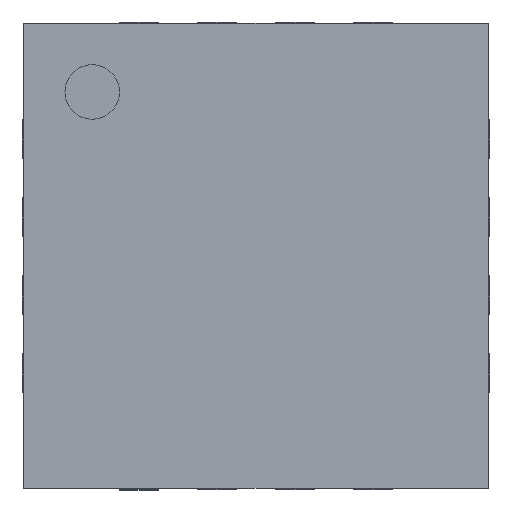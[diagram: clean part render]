
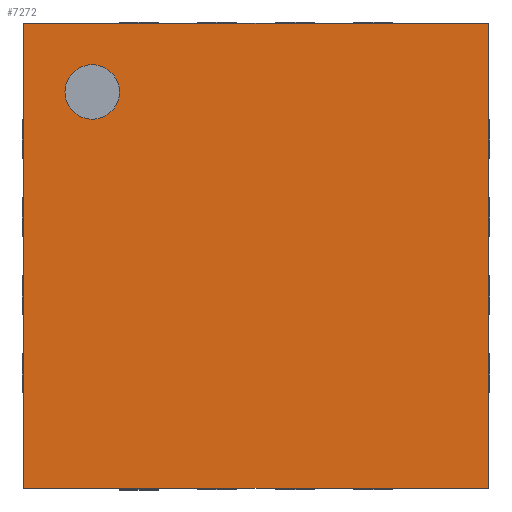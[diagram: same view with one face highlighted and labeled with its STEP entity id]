
A CAD part, top view. The second image highlights one B-rep face of the part: STEP entity #7272.
In plain terms, the highlighted planar face has unit normal (0, 0, 1).
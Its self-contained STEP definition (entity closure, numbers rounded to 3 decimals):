
#443 = PLANE('',#444);
#444 = AXIS2_PLACEMENT_3D('',#445,#446,#447);
#445 = CARTESIAN_POINT('',(-1.49,-1.49,0.02));
#446 = DIRECTION('',(1.,0.,0.));
#447 = DIRECTION('',(0.,0.,1.));
#471 = PLANE('',#472);
#472 = AXIS2_PLACEMENT_3D('',#473,#474,#475);
#473 = CARTESIAN_POINT('',(-1.49,-1.49,0.02));
#474 = DIRECTION('',(0.,1.,0.));
#475 = DIRECTION('',(0.,0.,1.));
#939 = PLANE('',#940);
#940 = AXIS2_PLACEMENT_3D('',#941,#942,#943);
#941 = CARTESIAN_POINT('',(1.49,-1.49,0.02));
#942 = DIRECTION('',(1.,0.,0.));
#943 = DIRECTION('',(0.,0.,1.));
#1407 = PLANE('',#1408);
#1408 = AXIS2_PLACEMENT_3D('',#1409,#1410,#1411);
#1409 = CARTESIAN_POINT('',(-1.49,1.49,0.02));
#1410 = DIRECTION('',(0.,1.,0.));
#1411 = DIRECTION('',(0.,0.,1.));
#2307 = EDGE_CURVE('',#2308,#2310,#2312,.T.);
#2308 = VERTEX_POINT('',#2309);
#2309 = CARTESIAN_POINT('',(-1.49,-1.49,1.));
#2310 = VERTEX_POINT('',#2311);
#2311 = CARTESIAN_POINT('',(-1.49,1.49,1.));
#2312 = SURFACE_CURVE('',#2313,(#2317,#2324),.PCURVE_S1.);
#2313 = LINE('',#2314,#2315);
#2314 = CARTESIAN_POINT('',(-1.49,-1.49,1.));
#2315 = VECTOR('',#2316,1.);
#2316 = DIRECTION('',(0.,1.,0.));
#2317 = PCURVE('',#443,#2318);
#2318 = DEFINITIONAL_REPRESENTATION('',(#2319),#2323);
#2319 = LINE('',#2320,#2321);
#2320 = CARTESIAN_POINT('',(0.98,0.));
#2321 = VECTOR('',#2322,1.);
#2322 = DIRECTION('',(0.,-1.));
#2323 = ( GEOMETRIC_REPRESENTATION_CONTEXT(2) 
PARAMETRIC_REPRESENTATION_CONTEXT() REPRESENTATION_CONTEXT('2D SPACE',''
  ) );
#2324 = PCURVE('',#2325,#2330);
#2325 = PLANE('',#2326);
#2326 = AXIS2_PLACEMENT_3D('',#2327,#2328,#2329);
#2327 = CARTESIAN_POINT('',(-1.49,-1.49,1.));
#2328 = DIRECTION('',(0.,0.,1.));
#2329 = DIRECTION('',(1.,0.,0.));
#2330 = DEFINITIONAL_REPRESENTATION('',(#2331),#2335);
#2331 = LINE('',#2332,#2333);
#2332 = CARTESIAN_POINT('',(0.,0.));
#2333 = VECTOR('',#2334,1.);
#2334 = DIRECTION('',(0.,1.));
#2335 = ( GEOMETRIC_REPRESENTATION_CONTEXT(2) 
PARAMETRIC_REPRESENTATION_CONTEXT() REPRESENTATION_CONTEXT('2D SPACE',''
  ) );
#2665 = EDGE_CURVE('',#2308,#2666,#2668,.T.);
#2666 = VERTEX_POINT('',#2667);
#2667 = CARTESIAN_POINT('',(1.49,-1.49,1.));
#2668 = SURFACE_CURVE('',#2669,(#2673,#2680),.PCURVE_S1.);
#2669 = LINE('',#2670,#2671);
#2670 = CARTESIAN_POINT('',(-1.49,-1.49,1.));
#2671 = VECTOR('',#2672,1.);
#2672 = DIRECTION('',(1.,0.,0.));
#2673 = PCURVE('',#471,#2674);
#2674 = DEFINITIONAL_REPRESENTATION('',(#2675),#2679);
#2675 = LINE('',#2676,#2677);
#2676 = CARTESIAN_POINT('',(0.98,0.));
#2677 = VECTOR('',#2678,1.);
#2678 = DIRECTION('',(0.,1.));
#2679 = ( GEOMETRIC_REPRESENTATION_CONTEXT(2) 
PARAMETRIC_REPRESENTATION_CONTEXT() REPRESENTATION_CONTEXT('2D SPACE',''
  ) );
#2680 = PCURVE('',#2325,#2681);
#2681 = DEFINITIONAL_REPRESENTATION('',(#2682),#2686);
#2682 = LINE('',#2683,#2684);
#2683 = CARTESIAN_POINT('',(0.,0.));
#2684 = VECTOR('',#2685,1.);
#2685 = DIRECTION('',(1.,0.));
#2686 = ( GEOMETRIC_REPRESENTATION_CONTEXT(2) 
PARAMETRIC_REPRESENTATION_CONTEXT() REPRESENTATION_CONTEXT('2D SPACE',''
  ) );
#4818 = EDGE_CURVE('',#2310,#4819,#4821,.T.);
#4819 = VERTEX_POINT('',#4820);
#4820 = CARTESIAN_POINT('',(1.49,1.49,1.));
#4821 = SURFACE_CURVE('',#4822,(#4826,#4833),.PCURVE_S1.);
#4822 = LINE('',#4823,#4824);
#4823 = CARTESIAN_POINT('',(-1.49,1.49,1.));
#4824 = VECTOR('',#4825,1.);
#4825 = DIRECTION('',(1.,0.,0.));
#4826 = PCURVE('',#1407,#4827);
#4827 = DEFINITIONAL_REPRESENTATION('',(#4828),#4832);
#4828 = LINE('',#4829,#4830);
#4829 = CARTESIAN_POINT('',(0.98,0.));
#4830 = VECTOR('',#4831,1.);
#4831 = DIRECTION('',(0.,1.));
#4832 = ( GEOMETRIC_REPRESENTATION_CONTEXT(2) 
PARAMETRIC_REPRESENTATION_CONTEXT() REPRESENTATION_CONTEXT('2D SPACE',''
  ) );
#4833 = PCURVE('',#2325,#4834);
#4834 = DEFINITIONAL_REPRESENTATION('',(#4835),#4839);
#4835 = LINE('',#4836,#4837);
#4836 = CARTESIAN_POINT('',(0.,2.98));
#4837 = VECTOR('',#4838,1.);
#4838 = DIRECTION('',(1.,0.));
#4839 = ( GEOMETRIC_REPRESENTATION_CONTEXT(2) 
PARAMETRIC_REPRESENTATION_CONTEXT() REPRESENTATION_CONTEXT('2D SPACE',''
  ) );
#5145 = EDGE_CURVE('',#2666,#4819,#5146,.T.);
#5146 = SURFACE_CURVE('',#5147,(#5151,#5158),.PCURVE_S1.);
#5147 = LINE('',#5148,#5149);
#5148 = CARTESIAN_POINT('',(1.49,-1.49,1.));
#5149 = VECTOR('',#5150,1.);
#5150 = DIRECTION('',(0.,1.,0.));
#5151 = PCURVE('',#939,#5152);
#5152 = DEFINITIONAL_REPRESENTATION('',(#5153),#5157);
#5153 = LINE('',#5154,#5155);
#5154 = CARTESIAN_POINT('',(0.98,0.));
#5155 = VECTOR('',#5156,1.);
#5156 = DIRECTION('',(0.,-1.));
#5157 = ( GEOMETRIC_REPRESENTATION_CONTEXT(2) 
PARAMETRIC_REPRESENTATION_CONTEXT() REPRESENTATION_CONTEXT('2D SPACE',''
  ) );
#5158 = PCURVE('',#2325,#5159);
#5159 = DEFINITIONAL_REPRESENTATION('',(#5160),#5164);
#5160 = LINE('',#5161,#5162);
#5161 = CARTESIAN_POINT('',(2.98,0.));
#5162 = VECTOR('',#5163,1.);
#5163 = DIRECTION('',(0.,1.));
#5164 = ( GEOMETRIC_REPRESENTATION_CONTEXT(2) 
PARAMETRIC_REPRESENTATION_CONTEXT() REPRESENTATION_CONTEXT('2D SPACE',''
  ) );
#7272 = ADVANCED_FACE('',(#7273,#7279),#2325,.T.);
#7273 = FACE_BOUND('',#7274,.T.);
#7274 = EDGE_LOOP('',(#7275,#7276,#7277,#7278));
#7275 = ORIENTED_EDGE('',*,*,#2307,.F.);
#7276 = ORIENTED_EDGE('',*,*,#2665,.T.);
#7277 = ORIENTED_EDGE('',*,*,#5145,.T.);
#7278 = ORIENTED_EDGE('',*,*,#4818,.F.);
#7279 = FACE_BOUND('',#7280,.T.);
#7280 = EDGE_LOOP('',(#7281));
#7281 = ORIENTED_EDGE('',*,*,#7282,.T.);
#7282 = EDGE_CURVE('',#7283,#7283,#7285,.T.);
#7283 = VERTEX_POINT('',#7284);
#7284 = CARTESIAN_POINT('',(-0.875,-1.05,1.));
#7285 = SURFACE_CURVE('',#7286,(#7291,#7302),.PCURVE_S1.);
#7286 = CIRCLE('',#7287,0.175);
#7287 = AXIS2_PLACEMENT_3D('',#7288,#7289,#7290);
#7288 = CARTESIAN_POINT('',(-1.05,-1.05,1.));
#7289 = DIRECTION('',(0.,0.,-1.));
#7290 = DIRECTION('',(1.,0.,0.));
#7291 = PCURVE('',#2325,#7292);
#7292 = DEFINITIONAL_REPRESENTATION('',(#7293),#7301);
#7293 = ( BOUNDED_CURVE() B_SPLINE_CURVE(2,(#7294,#7295,#7296,#7297,
#7298,#7299,#7300),.UNSPECIFIED.,.T.,.F.) B_SPLINE_CURVE_WITH_KNOTS((1,2
    ,2,2,2,1),(-2.094,0.,2.094,4.189,
6.283,8.378),.UNSPECIFIED.) CURVE() 
GEOMETRIC_REPRESENTATION_ITEM() RATIONAL_B_SPLINE_CURVE((1.,0.5,1.,0.5,
1.,0.5,1.)) REPRESENTATION_ITEM('') );
#7294 = CARTESIAN_POINT('',(0.615,0.44));
#7295 = CARTESIAN_POINT('',(0.615,0.137));
#7296 = CARTESIAN_POINT('',(0.353,0.288));
#7297 = CARTESIAN_POINT('',(0.09,0.44));
#7298 = CARTESIAN_POINT('',(0.353,0.592));
#7299 = CARTESIAN_POINT('',(0.615,0.743));
#7300 = CARTESIAN_POINT('',(0.615,0.44));
#7301 = ( GEOMETRIC_REPRESENTATION_CONTEXT(2) 
PARAMETRIC_REPRESENTATION_CONTEXT() REPRESENTATION_CONTEXT('2D SPACE',''
  ) );
#7302 = PCURVE('',#7303,#7308);
#7303 = CYLINDRICAL_SURFACE('',#7304,0.175);
#7304 = AXIS2_PLACEMENT_3D('',#7305,#7306,#7307);
#7305 = CARTESIAN_POINT('',(-1.05,-1.05,1.01));
#7306 = DIRECTION('',(-0.,-0.,-1.));
#7307 = DIRECTION('',(1.,0.,0.));
#7308 = DEFINITIONAL_REPRESENTATION('',(#7309),#7313);
#7309 = LINE('',#7310,#7311);
#7310 = CARTESIAN_POINT('',(-6.283,0.01));
#7311 = VECTOR('',#7312,1.);
#7312 = DIRECTION('',(1.,-0.));
#7313 = ( GEOMETRIC_REPRESENTATION_CONTEXT(2) 
PARAMETRIC_REPRESENTATION_CONTEXT() REPRESENTATION_CONTEXT('2D SPACE',''
  ) );
